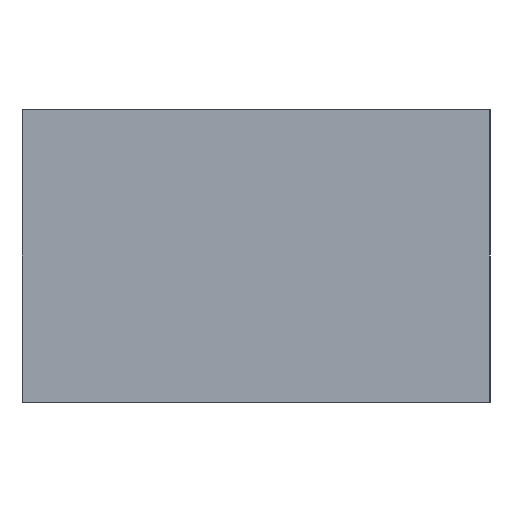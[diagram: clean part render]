
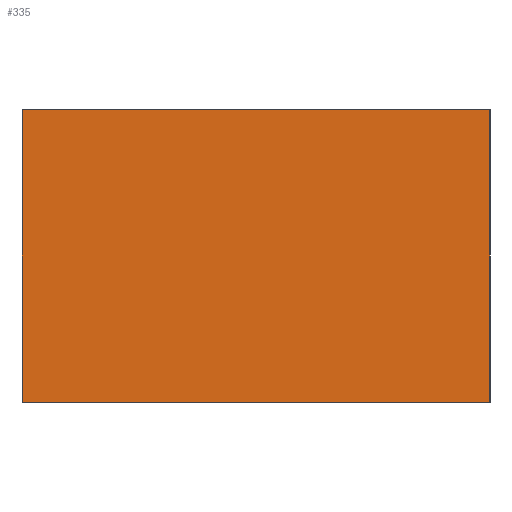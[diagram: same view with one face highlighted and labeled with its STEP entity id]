
A CAD part, left-side view. The second image highlights one B-rep face of the part: STEP entity #335.
In plain terms, the highlighted planar face has unit normal (-1, 0, 0).
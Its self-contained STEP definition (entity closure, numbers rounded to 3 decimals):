
#300=FACE_OUTER_BOUND('',#407,.T.);
#335=ADVANCED_FACE('',(#300),#371,.F.);
#371=PLANE('',#989);
#407=EDGE_LOOP('',(#499,#500,#501,#502));
#499=ORIENTED_EDGE('',*,*,#749,.T.);
#500=ORIENTED_EDGE('',*,*,#750,.F.);
#501=ORIENTED_EDGE('',*,*,#751,.F.);
#502=ORIENTED_EDGE('',*,*,#746,.T.);
#676=VERTEX_POINT('',#1291);
#677=VERTEX_POINT('',#1293);
#679=VERTEX_POINT('',#1299);
#680=VERTEX_POINT('',#1301);
#746=EDGE_CURVE('',#677,#676,#839,.T.);
#749=EDGE_CURVE('',#676,#679,#842,.T.);
#750=EDGE_CURVE('',#680,#679,#843,.T.);
#751=EDGE_CURVE('',#677,#680,#844,.T.);
#839=LINE('',#1292,#925);
#842=LINE('',#1298,#928);
#843=LINE('',#1300,#929);
#844=LINE('',#1302,#930);
#925=VECTOR('',#1062,1.);
#928=VECTOR('',#1067,1.);
#929=VECTOR('',#1068,1.);
#930=VECTOR('',#1069,1.);
#989=AXIS2_PLACEMENT_3D('',#1303,#1070,#1071);
#1062=DIRECTION('',(0.,-1.,0.));
#1067=DIRECTION('',(0.,0.,1.));
#1068=DIRECTION('',(0.,-1.,0.));
#1069=DIRECTION('',(0.,0.,1.));
#1070=DIRECTION('',(1.,0.,0.));
#1071=DIRECTION('',(0.,0.,-1.));
#1291=CARTESIAN_POINT('',(-0.761,-0.426,0.02));
#1292=CARTESIAN_POINT('',(-0.761,0.387,0.02));
#1293=CARTESIAN_POINT('',(-0.761,0.387,0.02));
#1298=CARTESIAN_POINT('',(-0.761,-0.426,0.528));
#1299=CARTESIAN_POINT('',(-0.761,-0.426,0.528));
#1300=CARTESIAN_POINT('',(-0.761,0.387,0.528));
#1301=CARTESIAN_POINT('',(-0.761,0.387,0.528));
#1302=CARTESIAN_POINT('',(-0.761,0.387,0.528));
#1303=CARTESIAN_POINT('',(-0.761,0.387,0.528));
